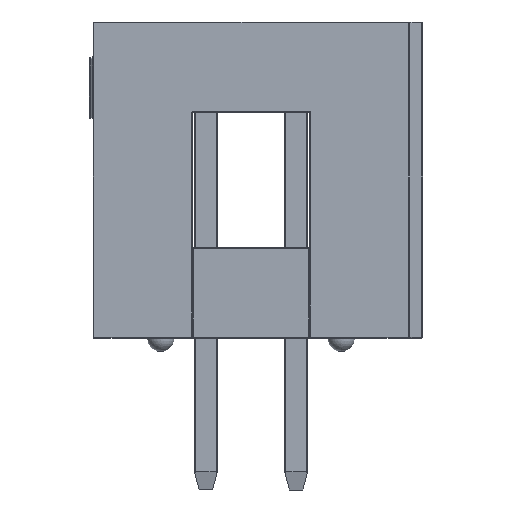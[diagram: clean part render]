
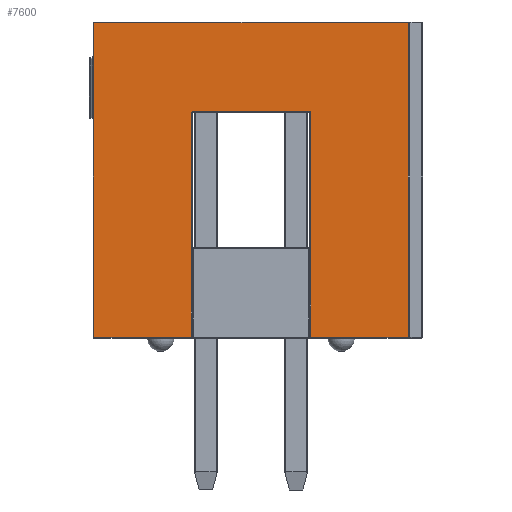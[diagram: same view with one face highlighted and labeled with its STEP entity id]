
A CAD part, left-side view. The second image highlights one B-rep face of the part: STEP entity #7600.
In plain terms, the highlighted planar face has unit normal (-1, 0, 0).
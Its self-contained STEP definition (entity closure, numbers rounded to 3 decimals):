
#566=CIRCLE('',#8221,0.051);
#708=PLANE('',#8383);
#1092=FACE_OUTER_BOUND('',#1565,.T.);
#1565=EDGE_LOOP('',(#6132,#6133,#6134,#6135,#6136,#6137,#6138,#6139,#6140));
#1907=LINE('',#11521,#2596);
#1924=LINE('',#11737,#2613);
#1928=LINE('',#11761,#2617);
#1959=LINE('',#11913,#2648);
#1961=LINE('',#11916,#2650);
#1966=LINE('',#11924,#2655);
#1969=LINE('',#11928,#2658);
#2021=LINE('',#12006,#2710);
#2596=VECTOR('',#9202,10.);
#2613=VECTOR('',#9351,10.);
#2617=VECTOR('',#9379,10.);
#2648=VECTOR('',#9560,10.);
#2650=VECTOR('',#9564,10.);
#2655=VECTOR('',#9575,10.);
#2658=VECTOR('',#9580,10.);
#2710=VECTOR('',#9684,10.);
#3369=VERTEX_POINT('',#11181);
#3406=VERTEX_POINT('',#11388);
#3425=VERTEX_POINT('',#11520);
#3470=VERTEX_POINT('',#11730);
#3479=VERTEX_POINT('',#11755);
#3480=VERTEX_POINT('',#11757);
#3505=VERTEX_POINT('',#11829);
#3506=VERTEX_POINT('',#11833);
#3519=VERTEX_POINT('',#11877);
#4186=EDGE_CURVE('',#3369,#3425,#1907,.T.);
#4251=EDGE_CURVE('',#3470,#3406,#1924,.T.);
#4261=EDGE_CURVE('',#3479,#3480,#566,.T.);
#4263=EDGE_CURVE('',#3425,#3479,#1928,.T.);
#4340=EDGE_CURVE('',#3506,#3519,#1959,.T.);
#4342=EDGE_CURVE('',#3519,#3505,#1961,.T.);
#4347=EDGE_CURVE('',#3480,#3506,#1966,.T.);
#4350=EDGE_CURVE('',#3505,#3470,#1969,.T.);
#4402=EDGE_CURVE('',#3406,#3369,#2021,.T.);
#6132=ORIENTED_EDGE('',*,*,#4340,.F.);
#6133=ORIENTED_EDGE('',*,*,#4347,.F.);
#6134=ORIENTED_EDGE('',*,*,#4261,.F.);
#6135=ORIENTED_EDGE('',*,*,#4263,.F.);
#6136=ORIENTED_EDGE('',*,*,#4186,.F.);
#6137=ORIENTED_EDGE('',*,*,#4402,.F.);
#6138=ORIENTED_EDGE('',*,*,#4251,.F.);
#6139=ORIENTED_EDGE('',*,*,#4350,.F.);
#6140=ORIENTED_EDGE('',*,*,#4342,.F.);
#7600=ADVANCED_FACE('',(#1092),#708,.T.);
#8221=AXIS2_PLACEMENT_3D('',#11758,#9373,#9374);
#8383=AXIS2_PLACEMENT_3D('',#12244,#9909,#9910);
#9202=DIRECTION('',(0.,0.,1.));
#9351=DIRECTION('',(0.,0.,-1.));
#9373=DIRECTION('center_axis',(-1.,0.,0.));
#9374=DIRECTION('ref_axis',(0.,0.707,0.707));
#9379=DIRECTION('',(0.,1.,0.));
#9560=DIRECTION('',(0.,1.,0.));
#9564=DIRECTION('',(0.,0.,1.));
#9575=DIRECTION('',(0.,0.,-1.));
#9580=DIRECTION('',(0.,-1.,0.));
#9684=DIRECTION('',(0.,1.,0.));
#9909=DIRECTION('center_axis',(-1.,0.,0.));
#9910=DIRECTION('ref_axis',(0.,-1.,0.));
#11181=CARTESIAN_POINT('',(-12.065,-1.676,0.025));
#11388=CARTESIAN_POINT('',(-12.065,-4.42,0.025));
#11520=CARTESIAN_POINT('',(-12.065,-1.676,6.375));
#11521=CARTESIAN_POINT('',(-12.065,-1.676,3.175));
#11730=CARTESIAN_POINT('',(-12.065,-4.42,8.865));
#11737=CARTESIAN_POINT('',(-12.065,-4.42,0.));
#11755=CARTESIAN_POINT('',(-12.065,1.626,6.375));
#11757=CARTESIAN_POINT('',(-12.065,1.676,6.325));
#11758=CARTESIAN_POINT('Origin',(-12.065,1.626,6.325));
#11761=CARTESIAN_POINT('',(-12.065,3.048,6.375));
#11829=CARTESIAN_POINT('',(-12.065,4.42,8.865));
#11833=CARTESIAN_POINT('',(-12.065,1.676,0.025));
#11877=CARTESIAN_POINT('',(-12.065,4.42,0.025));
#11913=CARTESIAN_POINT('',(-12.065,2.223,0.025));
#11916=CARTESIAN_POINT('',(-12.065,4.42,0.));
#11924=CARTESIAN_POINT('',(-12.065,1.676,0.));
#11928=CARTESIAN_POINT('',(-12.065,2.223,8.865));
#12006=CARTESIAN_POINT('',(-12.065,2.223,0.025));
#12244=CARTESIAN_POINT('Origin',(-12.065,4.445,0.));
